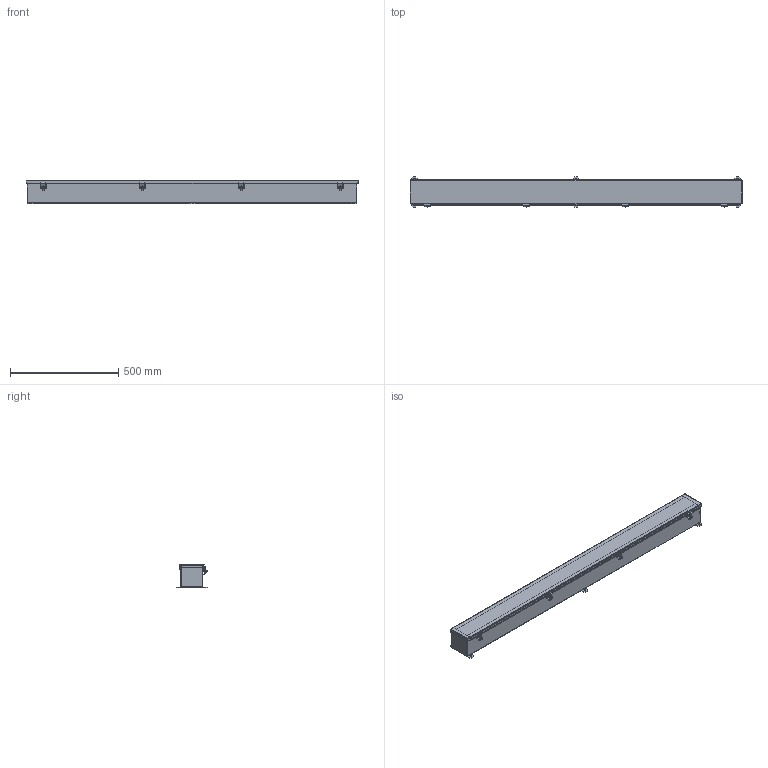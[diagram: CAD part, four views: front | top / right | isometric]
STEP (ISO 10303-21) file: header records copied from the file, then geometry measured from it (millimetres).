
FILE_DESCRIPTION (( 'STEP AP203' ), '1' );
FILE_NAME ('1486C60.step', '2020-11-19T15:48:56', ( 'ADC123' ), ( 'Microsoft' ), 'SwSTEP 2.0', 'SolidWorks 2019', '' );
FILE_SCHEMA (( 'CONFIG_CONTROL_DESIGN' ));
Length unit declared in the file: inch
Products named in the file (1): 1486C60
Bounding box: 1533.53 x 139.86 x 108.38 mm (x, y, z)
Volume: 1667593.2 mm3; surface area: 1673125.4 mm2
Topology: 35 solids, 35 shells, 628 faces, 1590 edges, 1036 vertices
Faces by surface type: plane 442, cylinder 132, bspline 34, cone 20
Full cylindrical faces by diameter (mm): 3.175 x4, 5.41 x4, 6.248 x4, 7.937 x4, 7.938 x2, 12.192 x4
Entity records: 21351 total; most frequent: CARTESIAN_POINT 6547, ORIENTED_EDGE 3064, DIRECTION 2886, EDGE_CURVE 1532, VECTOR 1112, LINE 1112, VERTEX_POINT 1028, AXIS2_PLACEMENT_3D 887
